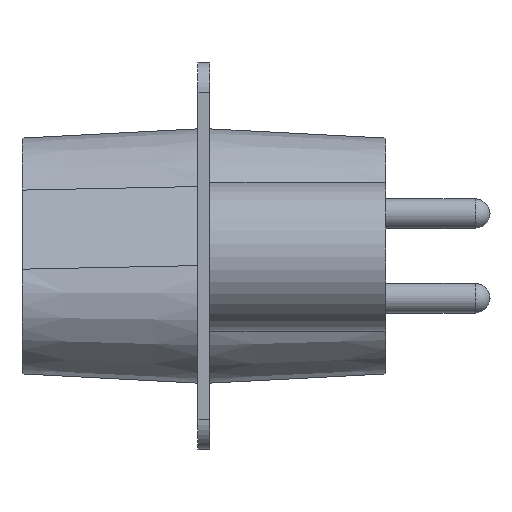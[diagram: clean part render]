
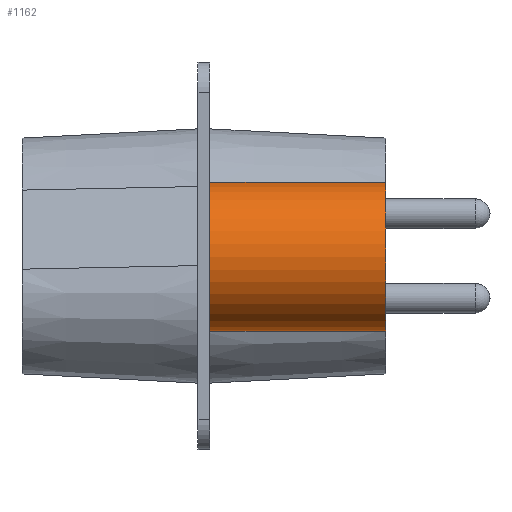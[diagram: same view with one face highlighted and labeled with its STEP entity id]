
A CAD part, left-side view. The second image highlights one B-rep face of the part: STEP entity #1162.
In plain terms, the highlighted cylindrical face has radius 2.5 mm (diameter 5 mm), a partial arc.
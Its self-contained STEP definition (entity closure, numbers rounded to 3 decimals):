
#52 = VERTEX_POINT ( 'NONE', #1842 ) ;
#54 = EDGE_CURVE ( 'NONE', #97, #52, #1840, .T. ) ;
#96 = VERTEX_POINT ( 'NONE', #1965 ) ;
#97 = VERTEX_POINT ( 'NONE', #1964 ) ;
#99 = EDGE_CURVE ( 'NONE', #96, #100, #1963, .T. ) ;
#100 = VERTEX_POINT ( 'NONE', #1959 ) ;
#603 = EDGE_CURVE ( 'NONE', #97, #96, #3003, .T. ) ;
#739 = EDGE_CURVE ( 'NONE', #52, #100, #3296, .T. ) ;
#1162 = ADVANCED_FACE ( 'NONE', ( #4285 ), #4269, .T. ) ;
#1163 = EDGE_LOOP ( 'NONE', ( #1164, #1165, #1166, #1167 ) ) ;
#1164 = ORIENTED_EDGE ( 'NONE', *, *, #99, .F. ) ;
#1165 = ORIENTED_EDGE ( 'NONE', *, *, #603, .F. ) ;
#1166 = ORIENTED_EDGE ( 'NONE', *, *, #54, .T. ) ;
#1167 = ORIENTED_EDGE ( 'NONE', *, *, #739, .T. ) ;
#1837 = DIRECTION ( 'NONE',  ( 0., 1., 0. ) ) ;
#1838 = VECTOR ( 'NONE', #1837, 1000. ) ;
#1839 = CARTESIAN_POINT ( 'NONE',  ( -7.125, -12.21, 3.9 ) ) ;
#1840 = LINE ( 'NONE', #1839, #1838 ) ;
#1842 = CARTESIAN_POINT ( 'NONE',  ( -7.125, -6.31, 3.9 ) ) ;
#1959 = CARTESIAN_POINT ( 'NONE',  ( -7.125, -6.31, -1.1 ) ) ;
#1960 = DIRECTION ( 'NONE',  ( 0., 1., 0. ) ) ;
#1961 = VECTOR ( 'NONE', #1960, 1000. ) ;
#1962 = CARTESIAN_POINT ( 'NONE',  ( -7.125, -12.21, -1.1 ) ) ;
#1963 = LINE ( 'NONE', #1962, #1961 ) ;
#1964 = CARTESIAN_POINT ( 'NONE',  ( -7.125, -12.21, 3.9 ) ) ;
#1965 = CARTESIAN_POINT ( 'NONE',  ( -7.125, -12.21, -1.1 ) ) ;
#2999 = DIRECTION ( 'NONE',  ( 0., 0., 1. ) ) ;
#3000 = DIRECTION ( 'NONE',  ( 0., -1., 0. ) ) ;
#3001 = CARTESIAN_POINT ( 'NONE',  ( -7.125, -12.21, 1.4 ) ) ;
#3002 = AXIS2_PLACEMENT_3D ( 'NONE', #3001, #3000, #2999 ) ;
#3003 = CIRCLE ( 'NONE', #3002, 2.5 ) ;
#3292 = DIRECTION ( 'NONE',  ( 0., 0., 1. ) ) ;
#3293 = DIRECTION ( 'NONE',  ( 0., -1., 0. ) ) ;
#3294 = CARTESIAN_POINT ( 'NONE',  ( -7.125, -6.31, 1.4 ) ) ;
#3295 = AXIS2_PLACEMENT_3D ( 'NONE', #3294, #3293, #3292 ) ;
#3296 = CIRCLE ( 'NONE', #3295, 2.5 ) ;
#4266 = DIRECTION ( 'NONE',  ( 0., 0., 1. ) ) ;
#4267 = DIRECTION ( 'NONE',  ( 0., 1., 0. ) ) ;
#4268 = AXIS2_PLACEMENT_3D ( 'NONE', #4270, #4267, #4266 ) ;
#4269 = CYLINDRICAL_SURFACE ( 'NONE', #4268, 2.5 ) ;
#4270 = CARTESIAN_POINT ( 'NONE',  ( -7.125, -12.21, 1.4 ) ) ;
#4285 = FACE_OUTER_BOUND ( 'NONE', #1163, .T. ) ;
